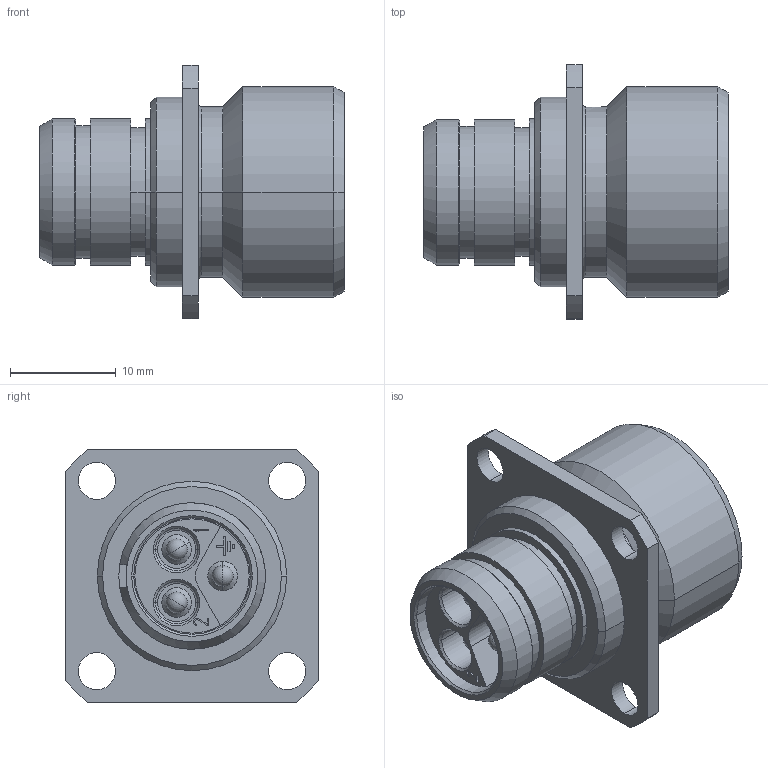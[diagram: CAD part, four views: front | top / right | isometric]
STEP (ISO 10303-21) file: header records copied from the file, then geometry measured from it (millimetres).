
FILE_DESCRIPTION((''),'2;1');
FILE_NAME('1331ER103MZ','2024-07-17T12:50:35',('paultorloting'),('NET AG system integration'),'CREO PARAMETRIC BY PTC INC, 2021404','CREO PARAMETRIC BY PTC INC, 2021404','');
FILE_SCHEMA(('AUTOMOTIVE_DESIGN { 1 0 10303 214 1 1 1 1 }'));
Length unit declared in the file: millimetre
Products named in the file (1): 1331ER103MZ
Bounding box: 28.8 x 24 x 24 mm (x, y, z)
Volume: 4473.6 mm3; surface area: 5692.1 mm2
Topology: 1 solids, 1 shells, 316 faces, 822 edges, 517 vertices
Faces by surface type: plane 133, cylinder 109, cone 39, torus 23, bspline 6, sphere 6
Entity records: 14526 total; most frequent: CARTESIAN_POINT 4379, ORIENTED_EDGE 1620, DIRECTION 1614, EDGE_CURVE 810, AXIS2_PLACEMENT_3D 579, VERTEX_POINT 517, VECTOR 453, LINE 453
